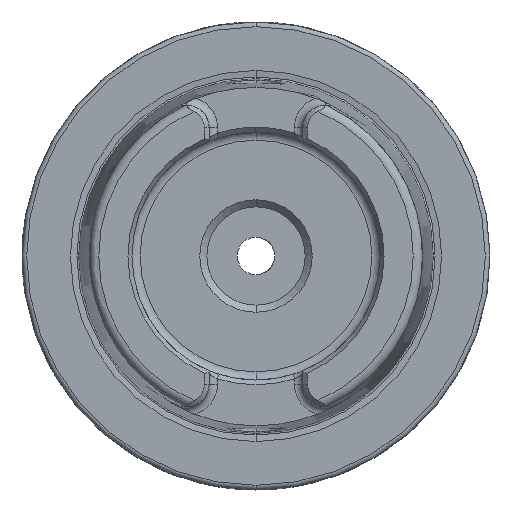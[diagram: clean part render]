
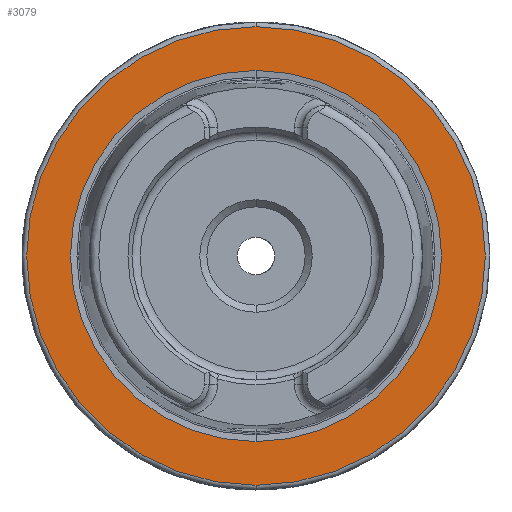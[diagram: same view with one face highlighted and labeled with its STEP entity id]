
A CAD part, left-side view. The second image highlights one B-rep face of the part: STEP entity #3079.
In plain terms, the highlighted planar face has unit normal (-1, 0, 0).
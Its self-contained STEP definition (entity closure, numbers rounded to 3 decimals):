
#222 = EDGE_LOOP ( 'NONE', ( #5047, #4991 ) ) ;
#264 = AXIS2_PLACEMENT_3D ( 'NONE', #1416, #6348, #5667 ) ;
#284 = CARTESIAN_POINT ( 'NONE',  ( 0., 0., 0. ) ) ;
#301 = FACE_BOUND ( 'NONE', #222, .T. ) ;
#418 = EDGE_LOOP ( 'NONE', ( #3227, #6078 ) ) ;
#537 = CIRCLE ( 'NONE', #3413, 49. ) ;
#903 = EDGE_CURVE ( 'NONE', #4465, #3465, #537, .T. ) ;
#1133 = CARTESIAN_POINT ( 'NONE',  ( 0., 0., 0. ) ) ;
#1327 = CIRCLE ( 'NONE', #4471, 39.647 ) ;
#1416 = CARTESIAN_POINT ( 'NONE',  ( 0., 39.647, 0. ) ) ;
#1570 = PLANE ( 'NONE',  #264 ) ;
#2364 = AXIS2_PLACEMENT_3D ( 'NONE', #3828, #2563, #6752 ) ;
#2409 = EDGE_CURVE ( 'NONE', #3010, #7734, #1327, .T. ) ;
#2484 = CIRCLE ( 'NONE', #7297, 39.647 ) ;
#2563 = DIRECTION ( 'NONE',  ( 1., 0., 0. ) ) ;
#2944 = DIRECTION ( 'NONE',  ( 0., 0., -1. ) ) ;
#3004 = CARTESIAN_POINT ( 'NONE',  ( 0., 0., -49. ) ) ;
#3010 = VERTEX_POINT ( 'NONE', #4210 ) ;
#3079 = ADVANCED_FACE ( 'NONE', ( #301, #7437 ), #1570, .T. ) ;
#3227 = ORIENTED_EDGE ( 'NONE', *, *, #4905, .F. ) ;
#3413 = AXIS2_PLACEMENT_3D ( 'NONE', #6723, #4803, #4216 ) ;
#3465 = VERTEX_POINT ( 'NONE', #3004 ) ;
#3535 = DIRECTION ( 'NONE',  ( 1., 0., 0. ) ) ;
#3828 = CARTESIAN_POINT ( 'NONE',  ( 0., 0., 0. ) ) ;
#4210 = CARTESIAN_POINT ( 'NONE',  ( 0., 0., 39.647 ) ) ;
#4216 = DIRECTION ( 'NONE',  ( 0., 0., -1. ) ) ;
#4422 = DIRECTION ( 'NONE',  ( 0., 0., -1. ) ) ;
#4465 = VERTEX_POINT ( 'NONE', #6871 ) ;
#4471 = AXIS2_PLACEMENT_3D ( 'NONE', #284, #6895, #4422 ) ;
#4803 = DIRECTION ( 'NONE',  ( 1., 0., 0. ) ) ;
#4905 = EDGE_CURVE ( 'NONE', #3465, #4465, #5767, .T. ) ;
#4991 = ORIENTED_EDGE ( 'NONE', *, *, #7313, .T. ) ;
#5047 = ORIENTED_EDGE ( 'NONE', *, *, #2409, .T. ) ;
#5667 = DIRECTION ( 'NONE',  ( 0., 0., 1. ) ) ;
#5767 = CIRCLE ( 'NONE', #2364, 49. ) ;
#6078 = ORIENTED_EDGE ( 'NONE', *, *, #903, .F. ) ;
#6348 = DIRECTION ( 'NONE',  ( -1., 0., 0. ) ) ;
#6684 = CARTESIAN_POINT ( 'NONE',  ( 0., 0., -39.647 ) ) ;
#6723 = CARTESIAN_POINT ( 'NONE',  ( 0., 0., 0. ) ) ;
#6752 = DIRECTION ( 'NONE',  ( 0., 0., -1. ) ) ;
#6871 = CARTESIAN_POINT ( 'NONE',  ( 0., 0., 49. ) ) ;
#6895 = DIRECTION ( 'NONE',  ( 1., 0., 0. ) ) ;
#7297 = AXIS2_PLACEMENT_3D ( 'NONE', #1133, #3535, #2944 ) ;
#7313 = EDGE_CURVE ( 'NONE', #7734, #3010, #2484, .T. ) ;
#7437 = FACE_OUTER_BOUND ( 'NONE', #418, .T. ) ;
#7734 = VERTEX_POINT ( 'NONE', #6684 ) ;
